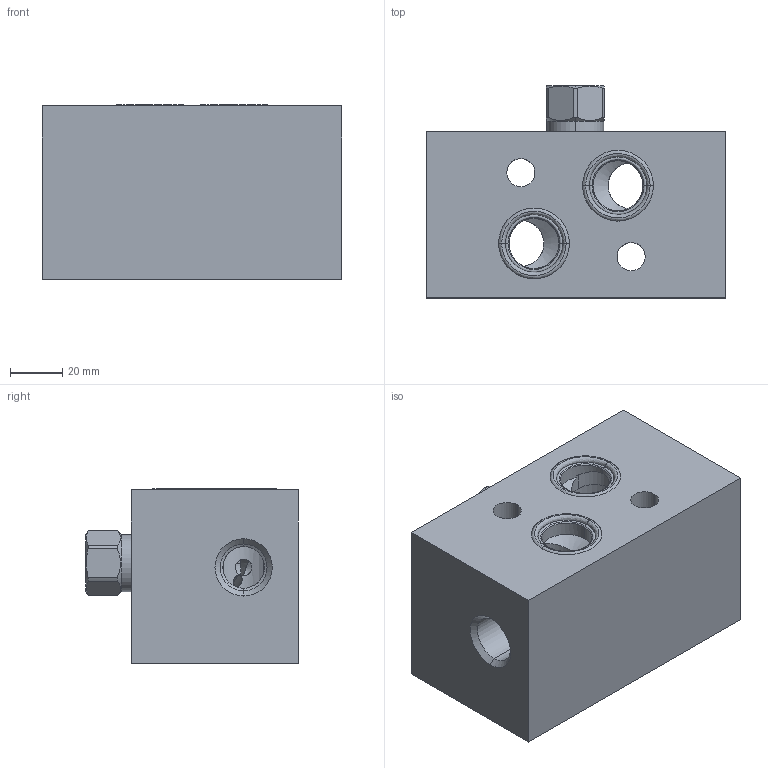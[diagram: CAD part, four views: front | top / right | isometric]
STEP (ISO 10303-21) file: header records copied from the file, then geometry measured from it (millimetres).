
FILE_DESCRIPTION((''),'2;1');
FILE_NAME('WQP_ASM','2020-04-10T',('ProEService'),(''),'PRO/ENGINEER BY PARAMETRIC TECHNOLOGY CORPORATION, 2014200','PRO/ENGINEER BY PARAMETRIC TECHNOLOGY CORPORATION, 2014200','');
FILE_SCHEMA(('CONFIG_CONTROL_DESIGN'));
Length unit declared in the file: inch
Products named in the file (4): 159-336-001; 500-001-118; CSAAEXN; WQP_ASM
Assembly tree (4 placements, depth 2):
  WQP_ASM
    159-336-001
    500-001-118  x2
    CSAAEXN
Bounding box: 114.3 x 80.85 x 66.5 mm (x, y, z)
Volume: 395004.7 mm3; surface area: 64252.9 mm2
Topology: 5 solids, 7 shells, 324 faces, 1007 edges, 817 vertices
Faces by surface type: cylinder 142, cone 84, plane 46, torus 38, revolution 14
Entity records: 13346 total; most frequent: CARTESIAN_POINT 4498, DIRECTION 1904, ORIENTED_EDGE 1484, EDGE_CURVE 742, AXIS2_PLACEMENT_3D 701, VECTOR 492, LINE 492, VERTEX_POINT 449
